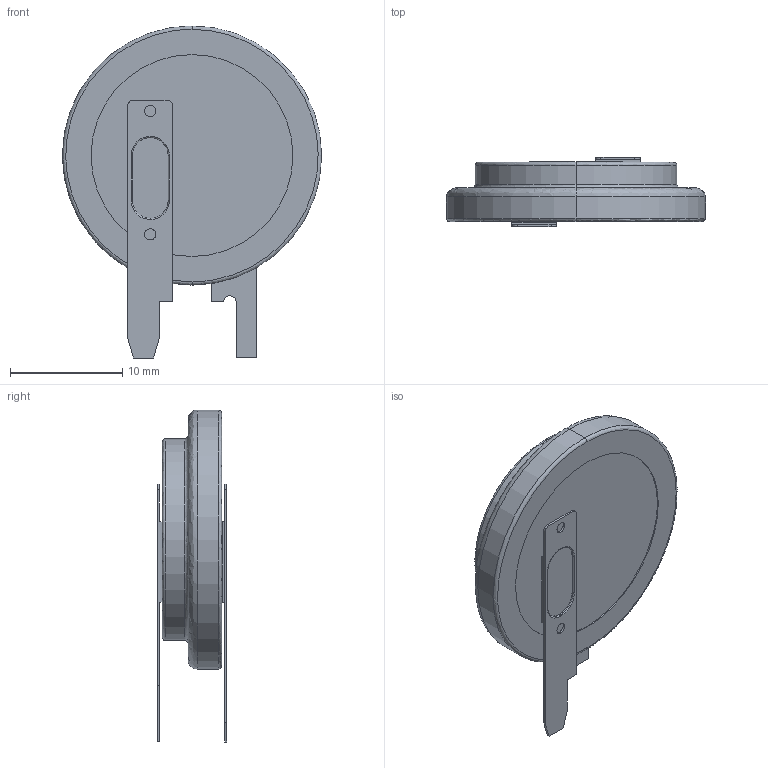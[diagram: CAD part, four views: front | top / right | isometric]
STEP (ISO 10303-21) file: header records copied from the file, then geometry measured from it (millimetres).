
FILE_DESCRIPTION (( 'STEP AP214' ), '1' );
FILE_NAME ('692D2D4A-4C8F-40FD-A131-F3BAA6700DE3.STEP', '2025-08-09T01:28:06', ( '' ), ( '' ), 'SwSTEP 2.0', 'SolidWorks 2022', '' );
FILE_SCHEMA (( 'AUTOMOTIVE_DESIGN' ));
Length unit declared in the file: millimetre
Products named in the file (1): 692D2D4A-4C8F-40FD-A131-F3BAA6700DE3
Bounding box: 23.1 x 6.2 x 29.6 mm (x, y, z)
Volume: 1825.4 mm3; surface area: 1472.6 mm2
Topology: 3 solids, 3 shells, 86 faces, 214 edges, 138 vertices
Faces by surface type: plane 37, cylinder 33, bspline 16
Entity records: 3321 total; most frequent: CARTESIAN_POINT 1070, ORIENTED_EDGE 428, DIRECTION 416, EDGE_CURVE 214, AXIS2_PLACEMENT_3D 151, VERTEX_POINT 138, VECTOR 114, LINE 114
